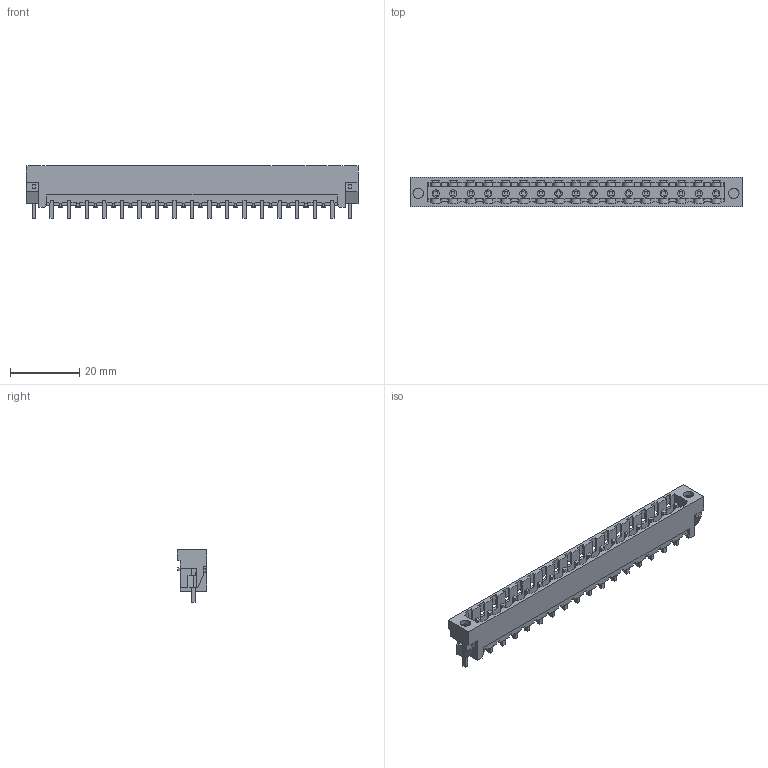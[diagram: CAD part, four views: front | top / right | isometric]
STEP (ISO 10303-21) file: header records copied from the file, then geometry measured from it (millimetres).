
FILE_DESCRIPTION(('CATIA V5 STEP Exchange','CAx-IF Rec.Pracs.--- Model Styling and Organization---1.2---2011-12-15'),'2;1');
FILE_NAME ('D1457055_0_1838590000_1838590000.stp','2018-03-31T11:50:39+00:00',('none'),('Weidmueller'),'CATIA Version 5-6 Release 2014','CATIA V5 STEP AP214','none');
FILE_SCHEMA(('AUTOMOTIVE_DESIGN { 1 0 10303 214 1 1 1 1 }'));
Length unit declared in the file: millimetre
Products named in the file (1): 1838590000
Bounding box: 96.16 x 8.43 x 15.2 mm (x, y, z)
Volume: 3501.9 mm3; surface area: 8199.7 mm2
Topology: 20 solids, 20 shells, 1071 faces, 3399 edges, 2334 vertices
Faces by surface type: plane 887, cylinder 167, extrusion 17
Entity records: 39145 total; most frequent: CARTESIAN_POINT 8378, ORIENTED_EDGE 6798, DIRECTION 5230, EDGE_CURVE 3399, VECTOR 2784, LINE 2767, VERTEX_POINT 2334, AXIS2_PLACEMENT_3D 1393
